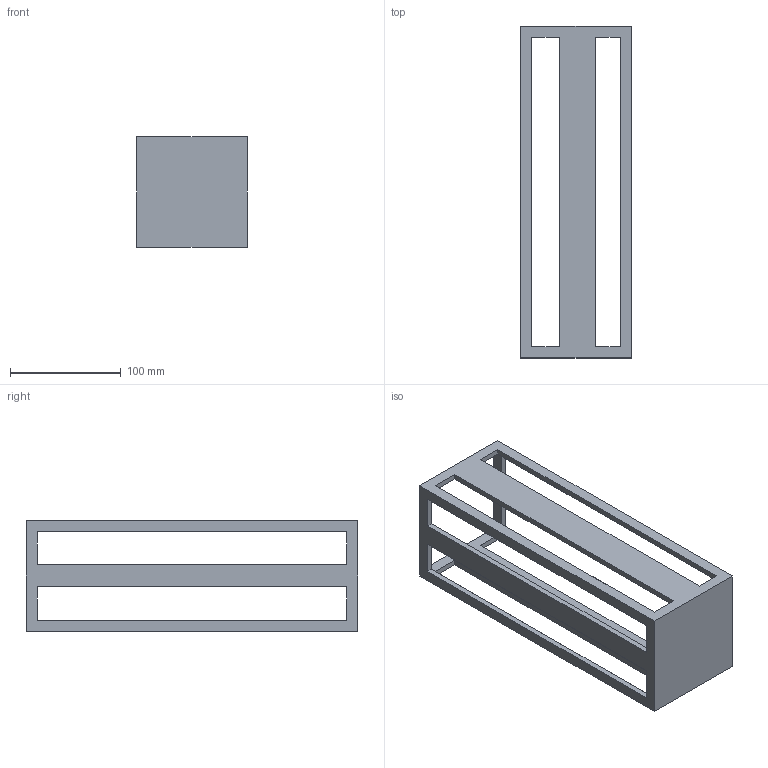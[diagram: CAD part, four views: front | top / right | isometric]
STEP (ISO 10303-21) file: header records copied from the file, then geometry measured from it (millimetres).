
FILE_DESCRIPTION (( 'STEP AP203' ), '1' );
FILE_NAME ('TESTSAT_Default_sldprt.STEP', '2022-05-17T19:42:53', ( '' ), ( '' ), 'SwSTEP 2.0', 'SolidWorks 2020', '' );
FILE_SCHEMA (( 'CONFIG_CONTROL_DESIGN' ));
Length unit declared in the file: millimetre
Products named in the file (1): TESTSAT_Default_sldprt
Bounding box: 100 x 300 x 100 mm (x, y, z)
Volume: 311579.8 mm3; surface area: 151195.1 mm2
Topology: 1 solids, 1 shells, 52 faces, 138 edges, 92 vertices
Faces by surface type: plane 46, cylinder 6
Entity records: 1703 total; most frequent: CARTESIAN_POINT 283, ORIENTED_EDGE 276, DIRECTION 256, EDGE_CURVE 138, LINE 126, VECTOR 126, VERTEX_POINT 92, EDGE_LOOP 72
